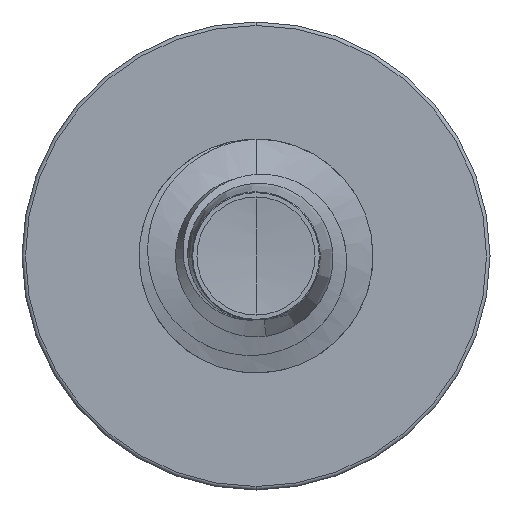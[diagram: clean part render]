
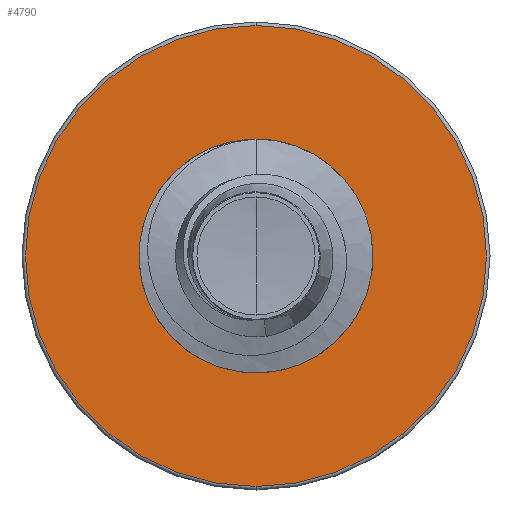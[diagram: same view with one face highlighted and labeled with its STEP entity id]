
A CAD part, front view. The second image highlights one B-rep face of the part: STEP entity #4790.
In plain terms, the highlighted planar face has unit normal (0, -1, 0).
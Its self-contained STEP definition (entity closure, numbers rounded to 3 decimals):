
#309 = EDGE_LOOP ( 'NONE', ( #2347, #680 ) ) ;
#419 = CIRCLE ( 'NONE', #8009, 1.722 ) ;
#557 = DIRECTION ( 'NONE',  ( 0., 1., 0. ) ) ;
#643 = CARTESIAN_POINT ( 'NONE',  ( 0., 4., -1.722 ) ) ;
#680 = ORIENTED_EDGE ( 'NONE', *, *, #1797, .T. ) ;
#817 = VERTEX_POINT ( 'NONE', #643 ) ;
#1229 = CIRCLE ( 'NONE', #6640, 3.448 ) ;
#1323 = CARTESIAN_POINT ( 'NONE',  ( 0., 4., 0. ) ) ;
#1794 = AXIS2_PLACEMENT_3D ( 'NONE', #1323, #5912, #1989 ) ;
#1797 = EDGE_CURVE ( 'NONE', #817, #5892, #419, .T. ) ;
#1837 = DIRECTION ( 'NONE',  ( 0., 1., 0. ) ) ;
#1855 = PLANE ( 'NONE',  #5177 ) ;
#1864 = CIRCLE ( 'NONE', #4624, 3.448 ) ;
#1989 = DIRECTION ( 'NONE',  ( 0., 0., 1. ) ) ;
#2053 = EDGE_LOOP ( 'NONE', ( #4399, #4675 ) ) ;
#2057 = CIRCLE ( 'NONE', #1794, 1.722 ) ;
#2347 = ORIENTED_EDGE ( 'NONE', *, *, #7773, .T. ) ;
#2379 = CARTESIAN_POINT ( 'NONE',  ( 0., 4., -1.722 ) ) ;
#2514 = DIRECTION ( 'NONE',  ( 0., 1., 0. ) ) ;
#3081 = FACE_OUTER_BOUND ( 'NONE', #2053, .T. ) ;
#3213 = EDGE_CURVE ( 'NONE', #4606, #5772, #1864, .T. ) ;
#3622 = CARTESIAN_POINT ( 'NONE',  ( 0., 4., 0. ) ) ;
#4283 = DIRECTION ( 'NONE',  ( 0., 0., 1. ) ) ;
#4399 = ORIENTED_EDGE ( 'NONE', *, *, #8217, .F. ) ;
#4481 = CARTESIAN_POINT ( 'NONE',  ( 0., 4., 0. ) ) ;
#4606 = VERTEX_POINT ( 'NONE', #5637 ) ;
#4624 = AXIS2_PLACEMENT_3D ( 'NONE', #5755, #1837, #6432 ) ;
#4675 = ORIENTED_EDGE ( 'NONE', *, *, #3213, .F. ) ;
#4790 = ADVANCED_FACE ( 'NONE', ( #3081, #4823 ), #1855, .F. ) ;
#4823 = FACE_BOUND ( 'NONE', #309, .T. ) ;
#5149 = DIRECTION ( 'NONE',  ( 0., 0., 1. ) ) ;
#5177 = AXIS2_PLACEMENT_3D ( 'NONE', #2379, #2514, #7121 ) ;
#5637 = CARTESIAN_POINT ( 'NONE',  ( 0., 4., -3.447 ) ) ;
#5755 = CARTESIAN_POINT ( 'NONE',  ( 0., 4., 0. ) ) ;
#5772 = VERTEX_POINT ( 'NONE', #8372 ) ;
#5892 = VERTEX_POINT ( 'NONE', #7767 ) ;
#5912 = DIRECTION ( 'NONE',  ( 0., 1., 0. ) ) ;
#6432 = DIRECTION ( 'NONE',  ( 0., 0., 1. ) ) ;
#6640 = AXIS2_PLACEMENT_3D ( 'NONE', #3622, #8199, #4283 ) ;
#7121 = DIRECTION ( 'NONE',  ( 0., 0., 1. ) ) ;
#7767 = CARTESIAN_POINT ( 'NONE',  ( 0., 4., 1.722 ) ) ;
#7773 = EDGE_CURVE ( 'NONE', #5892, #817, #2057, .T. ) ;
#8009 = AXIS2_PLACEMENT_3D ( 'NONE', #4481, #557, #5149 ) ;
#8199 = DIRECTION ( 'NONE',  ( 0., 1., 0. ) ) ;
#8217 = EDGE_CURVE ( 'NONE', #5772, #4606, #1229, .T. ) ;
#8372 = CARTESIAN_POINT ( 'NONE',  ( 0., 4., 3.448 ) ) ;
